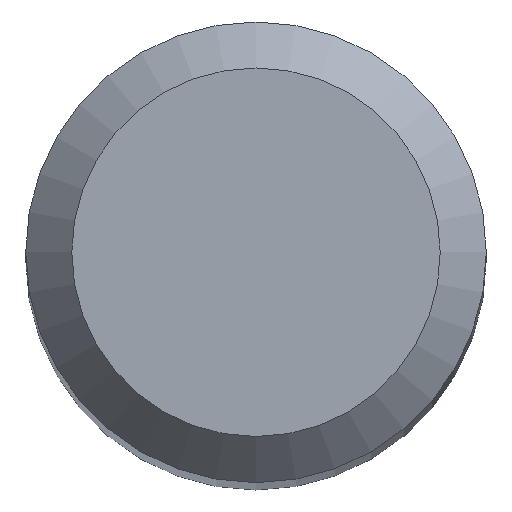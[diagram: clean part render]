
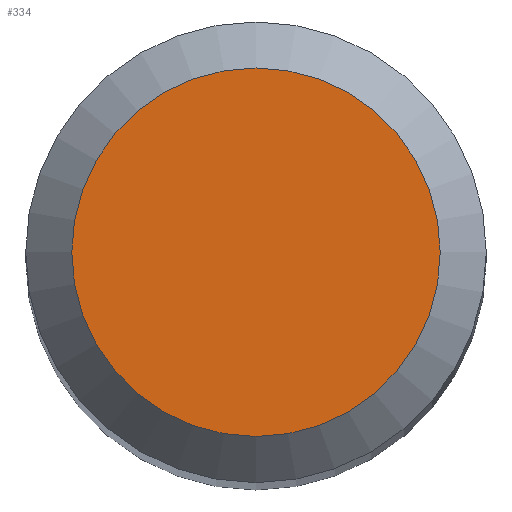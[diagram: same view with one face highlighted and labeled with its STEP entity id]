
A CAD part, top view. The second image highlights one B-rep face of the part: STEP entity #334.
In plain terms, the highlighted planar face has unit normal (0, 0, 1).
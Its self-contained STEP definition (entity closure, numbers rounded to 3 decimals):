
#17 = ORIENTED_EDGE ( 'NONE', *, *, #53, .T. ) ;
#22 = DIRECTION ( 'NONE',  ( 0., 0., 1. ) ) ;
#27 = DIRECTION ( 'NONE',  ( -1., 0., 0. ) ) ;
#30 = DIRECTION ( 'NONE',  ( 0., 0., -1. ) ) ;
#53 = EDGE_CURVE ( 'NONE', #91, #91, #156, .T. ) ;
#54 = CARTESIAN_POINT ( 'NONE',  ( 0., 0., 38. ) ) ;
#57 = PLANE ( 'NONE',  #177 ) ;
#63 = DIRECTION ( 'NONE',  ( 1., 0., 0. ) ) ;
#91 = VERTEX_POINT ( 'NONE', #172 ) ;
#156 = CIRCLE ( 'NONE', #297, 1.2 ) ;
#172 = CARTESIAN_POINT ( 'NONE',  ( 1.2, 0., 38. ) ) ;
#177 = AXIS2_PLACEMENT_3D ( 'NONE', #330, #30, #27 ) ;
#200 = EDGE_LOOP ( 'NONE', ( #17 ) ) ;
#211 = FACE_OUTER_BOUND ( 'NONE', #200, .T. ) ;
#297 = AXIS2_PLACEMENT_3D ( 'NONE', #54, #22, #63 ) ;
#330 = CARTESIAN_POINT ( 'NONE',  ( 0., 1.2, 38. ) ) ;
#334 = ADVANCED_FACE ( 'NONE', ( #211 ), #57, .F. ) ;
